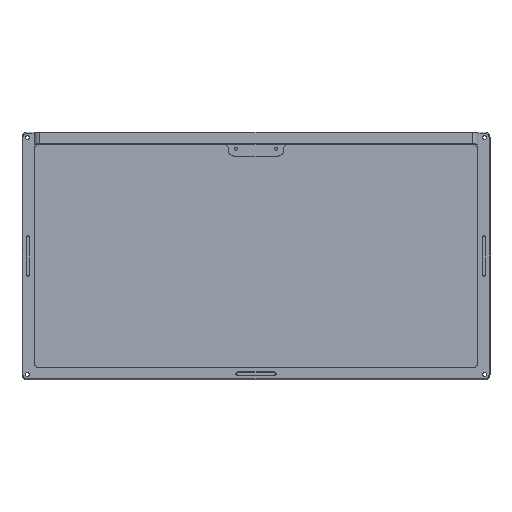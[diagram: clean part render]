
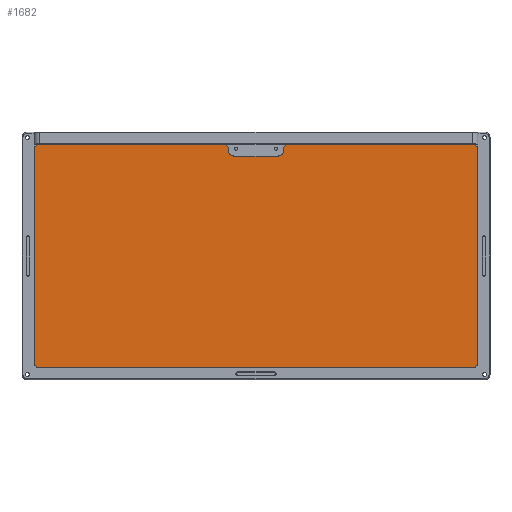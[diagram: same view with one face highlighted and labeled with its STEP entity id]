
A CAD part, top view. The second image highlights one B-rep face of the part: STEP entity #1682.
In plain terms, the highlighted planar face has unit normal (0, 0, 1).
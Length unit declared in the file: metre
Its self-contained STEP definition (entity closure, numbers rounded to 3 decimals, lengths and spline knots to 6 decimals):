
#36=CIRCLE('',#1806,0.003);
#37=CIRCLE('',#1807,0.003);
#38=CIRCLE('',#1808,0.003);
#39=CIRCLE('',#1809,0.003);
#40=CIRCLE('',#1810,0.003);
#41=CIRCLE('',#1811,0.003);
#42=CIRCLE('',#1812,0.003);
#43=CIRCLE('',#1813,0.003);
#158=ORIENTED_EDGE('',*,*,#646,.F.);
#159=ORIENTED_EDGE('',*,*,#647,.T.);
#160=ORIENTED_EDGE('',*,*,#648,.T.);
#161=ORIENTED_EDGE('',*,*,#649,.T.);
#162=ORIENTED_EDGE('',*,*,#650,.F.);
#163=ORIENTED_EDGE('',*,*,#651,.T.);
#164=ORIENTED_EDGE('',*,*,#652,.F.);
#165=ORIENTED_EDGE('',*,*,#653,.T.);
#166=ORIENTED_EDGE('',*,*,#654,.F.);
#167=ORIENTED_EDGE('',*,*,#655,.T.);
#168=ORIENTED_EDGE('',*,*,#656,.T.);
#169=ORIENTED_EDGE('',*,*,#657,.T.);
#170=ORIENTED_EDGE('',*,*,#658,.T.);
#171=ORIENTED_EDGE('',*,*,#659,.T.);
#172=ORIENTED_EDGE('',*,*,#660,.F.);
#173=ORIENTED_EDGE('',*,*,#661,.T.);
#646=EDGE_CURVE('',#888,#889,#1042,.T.);
#647=EDGE_CURVE('',#888,#890,#36,.T.);
#648=EDGE_CURVE('',#890,#891,#1043,.T.);
#649=EDGE_CURVE('',#891,#892,#37,.F.);
#650=EDGE_CURVE('',#893,#892,#1044,.T.);
#651=EDGE_CURVE('',#893,#894,#38,.F.);
#652=EDGE_CURVE('',#895,#894,#1045,.T.);
#653=EDGE_CURVE('',#895,#896,#39,.T.);
#654=EDGE_CURVE('',#897,#896,#1046,.T.);
#655=EDGE_CURVE('',#897,#898,#40,.T.);
#656=EDGE_CURVE('',#898,#899,#1047,.T.);
#657=EDGE_CURVE('',#899,#900,#41,.T.);
#658=EDGE_CURVE('',#900,#901,#1048,.T.);
#659=EDGE_CURVE('',#901,#902,#42,.T.);
#660=EDGE_CURVE('',#903,#902,#1049,.T.);
#661=EDGE_CURVE('',#903,#889,#43,.T.);
#888=VERTEX_POINT('',#2550);
#889=VERTEX_POINT('',#2551);
#890=VERTEX_POINT('',#2553);
#891=VERTEX_POINT('',#2555);
#892=VERTEX_POINT('',#2557);
#893=VERTEX_POINT('',#2559);
#894=VERTEX_POINT('',#2561);
#895=VERTEX_POINT('',#2563);
#896=VERTEX_POINT('',#2565);
#897=VERTEX_POINT('',#2567);
#898=VERTEX_POINT('',#2569);
#899=VERTEX_POINT('',#2571);
#900=VERTEX_POINT('',#2573);
#901=VERTEX_POINT('',#2575);
#902=VERTEX_POINT('',#2577);
#903=VERTEX_POINT('',#2579);
#1042=LINE('',#2549,#1208);
#1043=LINE('',#2554,#1209);
#1044=LINE('',#2558,#1210);
#1045=LINE('',#2562,#1211);
#1046=LINE('',#2566,#1212);
#1047=LINE('',#2570,#1213);
#1048=LINE('',#2574,#1214);
#1049=LINE('',#2578,#1215);
#1208=VECTOR('',#2011,1.);
#1209=VECTOR('',#2014,1.);
#1210=VECTOR('',#2017,1.);
#1211=VECTOR('',#2020,1.);
#1212=VECTOR('',#2023,1.);
#1213=VECTOR('',#2026,1.);
#1214=VECTOR('',#2029,1.);
#1215=VECTOR('',#2032,1.);
#1370=EDGE_LOOP('',(#158,#159,#160,#161,#162,#163,#164,#165,#166,#167,#168,
#169,#170,#171,#172,#173));
#1498=FACE_BOUND('',#1370,.T.);
#1624=PLANE('',#1805);
#1682=ADVANCED_FACE('',(#1498),#1624,.T.);
#1805=AXIS2_PLACEMENT_3D('',#2548,#2009,#2010);
#1806=AXIS2_PLACEMENT_3D('',#2552,#2012,#2013);
#1807=AXIS2_PLACEMENT_3D('',#2556,#2015,#2016);
#1808=AXIS2_PLACEMENT_3D('',#2560,#2018,#2019);
#1809=AXIS2_PLACEMENT_3D('',#2564,#2021,#2022);
#1810=AXIS2_PLACEMENT_3D('',#2568,#2024,#2025);
#1811=AXIS2_PLACEMENT_3D('',#2572,#2027,#2028);
#1812=AXIS2_PLACEMENT_3D('',#2576,#2030,#2031);
#1813=AXIS2_PLACEMENT_3D('',#2580,#2033,#2034);
#2009=DIRECTION('',(0.,0.,1.));
#2010=DIRECTION('',(1.,0.,0.));
#2011=DIRECTION('',(1.,0.,0.));
#2012=DIRECTION('',(0.,0.,1.));
#2013=DIRECTION('',(1.,0.,0.));
#2014=DIRECTION('',(0.,-1.,0.));
#2015=DIRECTION('',(0.,0.,1.));
#2016=DIRECTION('',(1.,0.,0.));
#2017=DIRECTION('',(1.,0.,0.));
#2018=DIRECTION('',(0.,0.,1.));
#2019=DIRECTION('',(1.,0.,0.));
#2020=DIRECTION('',(0.,-1.,0.));
#2021=DIRECTION('',(0.,0.,1.));
#2022=DIRECTION('',(1.,0.,0.));
#2023=DIRECTION('',(1.,0.,0.));
#2024=DIRECTION('',(0.,0.,1.));
#2025=DIRECTION('',(1.,0.,0.));
#2026=DIRECTION('',(0.,-1.,0.));
#2027=DIRECTION('',(0.,0.,1.));
#2028=DIRECTION('',(1.,0.,0.));
#2029=DIRECTION('',(1.,0.,0.));
#2030=DIRECTION('',(0.,0.,1.));
#2031=DIRECTION('',(1.,0.,0.));
#2032=DIRECTION('',(0.,-1.,0.));
#2033=DIRECTION('',(0.,0.,1.));
#2034=DIRECTION('',(1.,0.,0.));
#2548=CARTESIAN_POINT('',(0.000832,-0.018423,0.003));
#2549=CARTESIAN_POINT('',(0.000832,0.042577,0.003));
#2550=CARTESIAN_POINT('',(0.018832,0.042577,0.003));
#2551=CARTESIAN_POINT('',(0.118732,0.042577,0.003));
#2552=CARTESIAN_POINT('',(0.018832,0.039577,0.003));
#2553=CARTESIAN_POINT('',(0.015832,0.039577,0.003));
#2554=CARTESIAN_POINT('',(0.015832,0.039327,0.003));
#2555=CARTESIAN_POINT('',(0.015832,0.039077,0.003));
#2556=CARTESIAN_POINT('',(0.012832,0.039077,0.003));
#2557=CARTESIAN_POINT('',(0.012832,0.036077,0.003));
#2558=CARTESIAN_POINT('',(0.000832,0.036077,0.003));
#2559=CARTESIAN_POINT('',(-0.011168,0.036077,0.003));
#2560=CARTESIAN_POINT('',(-0.011168,0.039077,0.003));
#2561=CARTESIAN_POINT('',(-0.014168,0.039077,0.003));
#2562=CARTESIAN_POINT('',(-0.014168,0.039327,0.003));
#2563=CARTESIAN_POINT('',(-0.014168,0.039577,0.003));
#2564=CARTESIAN_POINT('',(-0.017168,0.039577,0.003));
#2565=CARTESIAN_POINT('',(-0.017168,0.042577,0.003));
#2566=CARTESIAN_POINT('',(0.000832,0.042577,0.003));
#2567=CARTESIAN_POINT('',(-0.117068,0.042577,0.003));
#2568=CARTESIAN_POINT('',(-0.117068,0.039577,0.003));
#2569=CARTESIAN_POINT('',(-0.120068,0.039577,0.003));
#2570=CARTESIAN_POINT('',(-0.120068,-0.018373,0.003));
#2571=CARTESIAN_POINT('',(-0.120068,-0.076323,0.003));
#2572=CARTESIAN_POINT('',(-0.117068,-0.076323,0.003));
#2573=CARTESIAN_POINT('',(-0.117068,-0.079323,0.003));
#2574=CARTESIAN_POINT('',(0.000832,-0.079323,0.003));
#2575=CARTESIAN_POINT('',(0.118732,-0.079323,0.003));
#2576=CARTESIAN_POINT('',(0.118732,-0.076323,0.003));
#2577=CARTESIAN_POINT('',(0.121732,-0.076323,0.003));
#2578=CARTESIAN_POINT('',(0.121732,-0.018373,0.003));
#2579=CARTESIAN_POINT('',(0.121732,0.039577,0.003));
#2580=CARTESIAN_POINT('',(0.118732,0.039577,0.003));
